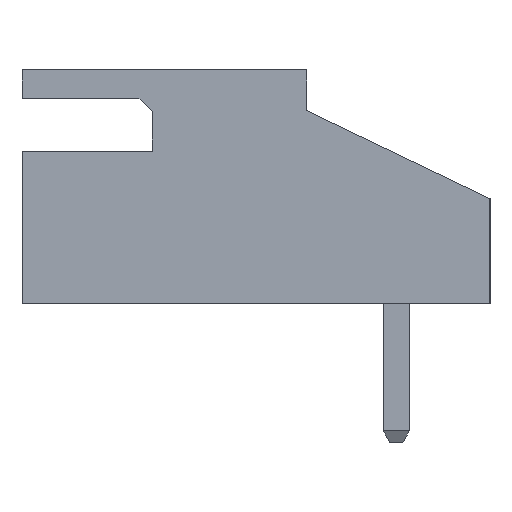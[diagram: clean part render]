
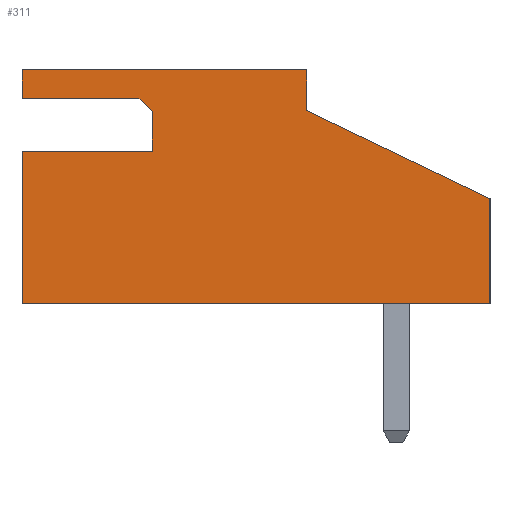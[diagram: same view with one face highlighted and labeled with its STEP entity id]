
A CAD part, left-side view. The second image highlights one B-rep face of the part: STEP entity #311.
In plain terms, the highlighted planar face has unit normal (-1, 0, 0).
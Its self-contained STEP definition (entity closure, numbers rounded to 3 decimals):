
#311=ADVANCED_FACE('',(#1182),#1184,.T.);
#1182=FACE_BOUND('',#1183,.T.);
#1183=EDGE_LOOP('',(#1886,#1887,#1888,#1889,#1890,#1891,#1892,#1893,#1894,#1895,
#1896));
#1184=PLANE('',#1185);
#1185=AXIS2_PLACEMENT_3D('',#1186,#1187,#1188);
#1186=CARTESIAN_POINT('',(-15.05,2.2,0.));
#1187=DIRECTION('',(-1.,0.,0.));
#1188=DIRECTION('',(0.,0.,1.));
#1886=ORIENTED_EDGE('',*,*,#2424,.T.);
#1887=ORIENTED_EDGE('',*,*,#2425,.T.);
#1888=ORIENTED_EDGE('',*,*,#2426,.F.);
#1889=ORIENTED_EDGE('',*,*,#2413,.F.);
#1890=ORIENTED_EDGE('',*,*,#2427,.F.);
#1891=ORIENTED_EDGE('',*,*,#2428,.F.);
#1892=ORIENTED_EDGE('',*,*,#2429,.T.);
#1893=ORIENTED_EDGE('',*,*,#2430,.T.);
#1894=ORIENTED_EDGE('',*,*,#2431,.F.);
#1895=ORIENTED_EDGE('',*,*,#2432,.T.);
#1896=ORIENTED_EDGE('',*,*,#2433,.T.);
#2413=EDGE_CURVE('',#2702,#2704,#2705,.T.);
#2424=EDGE_CURVE('',#2725,#2726,#2727,.F.);
#2425=EDGE_CURVE('',#2726,#2728,#2729,.F.);
#2426=EDGE_CURVE('',#2704,#2728,#2730,.T.);
#2427=EDGE_CURVE('',#2731,#2702,#2732,.T.);
#2428=EDGE_CURVE('',#2733,#2731,#2734,.T.);
#2429=EDGE_CURVE('',#2733,#2735,#2736,.T.);
#2430=EDGE_CURVE('',#2735,#2737,#2738,.T.);
#2431=EDGE_CURVE('',#2739,#2737,#2740,.T.);
#2432=EDGE_CURVE('',#2739,#2741,#2742,.F.);
#2433=EDGE_CURVE('',#2741,#2725,#2743,.F.);
#2702=VERTEX_POINT('',#3187);
#2704=VERTEX_POINT('',#3191);
#2705=LINE('',#3192,#3193);
#2725=VERTEX_POINT('',#3234);
#2726=VERTEX_POINT('',#3235);
#2727=LINE('',#3236,#3237);
#2728=VERTEX_POINT('',#3239);
#2729=LINE('',#3240,#3241);
#2730=LINE('',#3243,#3244);
#2731=VERTEX_POINT('',#3246);
#2732=LINE('',#3247,#3248);
#2733=VERTEX_POINT('',#3250);
#2734=LINE('',#3251,#3252);
#2735=VERTEX_POINT('',#3254);
#2736=LINE('',#3255,#3256);
#2737=VERTEX_POINT('',#3258);
#2738=LINE('',#3259,#3260);
#2739=VERTEX_POINT('',#3262);
#2740=LINE('',#3263,#3264);
#2741=VERTEX_POINT('',#3266);
#2742=LINE('',#3267,#3268);
#2743=LINE('',#3270,#3271);
#3187=CARTESIAN_POINT('',(-15.05,-2.3,0.));
#3191=CARTESIAN_POINT('',(-15.05,9.2,0.));
#3192=CARTESIAN_POINT('',(-15.05,-2.3,0.));
#3193=VECTOR('',#3194,1.);
#3194=DIRECTION('',(0.,1.,0.));
#3234=CARTESIAN_POINT('',(-15.05,6.,4.725));
#3235=CARTESIAN_POINT('',(-15.05,6.,3.75));
#3236=CARTESIAN_POINT('',(-15.05,6.,3.75));
#3237=VECTOR('',#3238,1.);
#3238=DIRECTION('',(0.,0.,1.));
#3239=CARTESIAN_POINT('',(-15.05,9.2,3.75));
#3240=CARTESIAN_POINT('',(-15.05,9.2,3.75));
#3241=VECTOR('',#3242,1.);
#3242=DIRECTION('',(0.,-1.,0.));
#3243=CARTESIAN_POINT('',(-15.05,9.2,0.));
#3244=VECTOR('',#3245,1.);
#3245=DIRECTION('',(0.,0.,1.));
#3246=CARTESIAN_POINT('',(-15.05,-2.3,2.588));
#3247=CARTESIAN_POINT('',(-15.05,-2.3,2.588));
#3248=VECTOR('',#3249,1.);
#3249=DIRECTION('',(0.,0.,-1.));
#3250=CARTESIAN_POINT('',(-15.05,2.2,4.75));
#3251=CARTESIAN_POINT('',(-15.05,2.2,4.75));
#3252=VECTOR('',#3253,1.);
#3253=DIRECTION('',(0.,-0.901,-0.433));
#3254=CARTESIAN_POINT('',(-15.05,2.2,5.75));
#3255=CARTESIAN_POINT('',(-15.05,2.2,4.75));
#3256=VECTOR('',#3257,1.);
#3257=DIRECTION('',(0.,0.,1.));
#3258=CARTESIAN_POINT('',(-15.05,9.2,5.75));
#3259=CARTESIAN_POINT('',(-15.05,2.2,5.75));
#3260=VECTOR('',#3261,1.);
#3261=DIRECTION('',(0.,1.,0.));
#3262=CARTESIAN_POINT('',(-15.05,9.2,5.05));
#3263=CARTESIAN_POINT('',(-15.05,9.2,5.05));
#3264=VECTOR('',#3265,1.);
#3265=DIRECTION('',(0.,0.,1.));
#3266=CARTESIAN_POINT('',(-15.05,6.325,5.05));
#3267=CARTESIAN_POINT('',(-15.05,6.325,5.05));
#3268=VECTOR('',#3269,1.);
#3269=DIRECTION('',(0.,1.,0.));
#3270=CARTESIAN_POINT('',(-15.05,6.,4.725));
#3271=VECTOR('',#3272,1.);
#3272=DIRECTION('',(0.,0.707,0.707));
